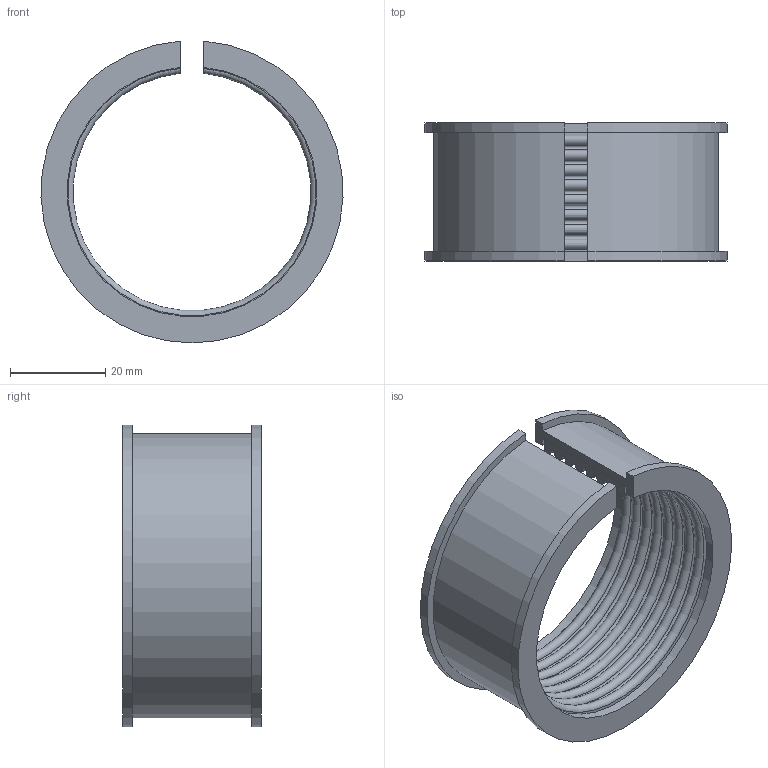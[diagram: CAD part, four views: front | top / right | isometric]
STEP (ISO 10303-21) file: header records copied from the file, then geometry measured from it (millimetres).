
FILE_DESCRIPTION((''),'2;1');
FILE_NAME('2012_Adapter_für_Perma_Schelle.stp','2012-02-29T10:21:14',('pascalzweiacker'),(''),'Autodesk Inventor 2012','Autodesk Inventor 2012','');
FILE_SCHEMA(('AUTOMOTIVE_DESIGN { 1 0 10303 214 1 1 1 1 }'));
Length unit declared in the file: millimetre
Products named in the file (3): 2012_Adapter_für_Perma_Schelle; Ring zu 2012; Einlage zu 2012
Assembly tree (2 placements, depth 2):
  2012_Adapter_für_Perma_Schelle
    Ring zu 2012
    Einlage zu 2012
Bounding box: 63.45 x 29 x 63.4 mm (x, y, z)
Volume: 22195.5 mm3; surface area: 24362.4 mm2
Topology: 2 solids, 2 shells, 34 faces, 90 edges, 60 vertices
Faces by surface type: torus 15, plane 12, cylinder 7
Entity records: 1617 total; most frequent: CARTESIAN_POINT 713, ORIENTED_EDGE 180, DIRECTION 168, EDGE_CURVE 90, AXIS2_PLACEMENT_3D 69, VERTEX_POINT 60, EDGE_LOOP 34, FACE_OUTER_BOUND 34
